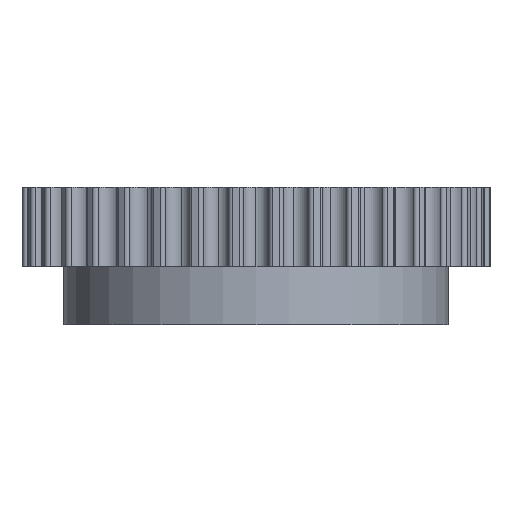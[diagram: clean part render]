
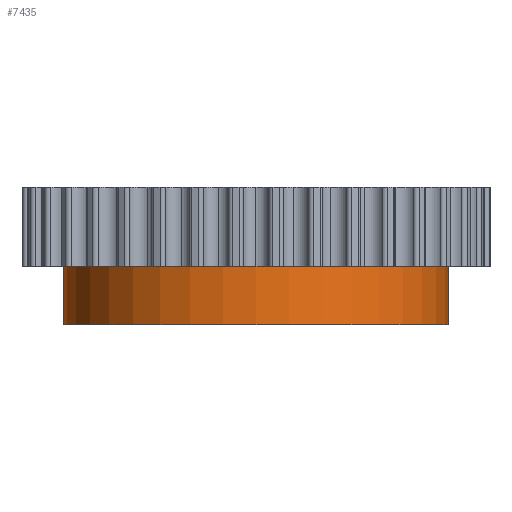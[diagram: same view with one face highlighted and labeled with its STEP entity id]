
A CAD part, front view. The second image highlights one B-rep face of the part: STEP entity #7435.
In plain terms, the highlighted cylindrical face has radius 23 mm (diameter 46 mm), a partial arc.
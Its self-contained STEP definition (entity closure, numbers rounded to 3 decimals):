
#404 = DIRECTION ( 'NONE',  ( 0., 0., 1. ) ) ;
#736 = EDGE_CURVE ( 'NONE', #7121, #5367, #7227, .T. ) ;
#944 = VERTEX_POINT ( 'NONE', #1511 ) ;
#973 = EDGE_CURVE ( 'NONE', #4901, #7121, #3601, .T. ) ;
#1337 = EDGE_CURVE ( 'NONE', #4901, #944, #2782, .T. ) ;
#1511 = CARTESIAN_POINT ( 'NONE',  ( 23., 0., -16.5 ) ) ;
#1518 = EDGE_LOOP ( 'NONE', ( #3399, #6671, #4977, #5637 ) ) ;
#2058 = DIRECTION ( 'NONE',  ( 1., 0., 0. ) ) ;
#2214 = VECTOR ( 'NONE', #8053, 1000. ) ;
#2248 = DIRECTION ( 'NONE',  ( 1., 0., 0. ) ) ;
#2280 = DIRECTION ( 'NONE',  ( 0., 0., 1. ) ) ;
#2310 = CARTESIAN_POINT ( 'NONE',  ( 0., 0., -16.5 ) ) ;
#2782 = CIRCLE ( 'NONE', #4729, 23. ) ;
#3399 = ORIENTED_EDGE ( 'NONE', *, *, #973, .F. ) ;
#3601 = LINE ( 'NONE', #8034, #2214 ) ;
#3660 = LINE ( 'NONE', #4974, #7671 ) ;
#3828 = AXIS2_PLACEMENT_3D ( 'NONE', #7507, #7488, #6926 ) ;
#3974 = DIRECTION ( 'NONE',  ( 0., 0., 1. ) ) ;
#4729 = AXIS2_PLACEMENT_3D ( 'NONE', #2310, #2280, #2248 ) ;
#4770 = FACE_OUTER_BOUND ( 'NONE', #1518, .T. ) ;
#4889 = CARTESIAN_POINT ( 'NONE',  ( -23., 0., -16.5 ) ) ;
#4901 = VERTEX_POINT ( 'NONE', #4889 ) ;
#4954 = CARTESIAN_POINT ( 'NONE',  ( 23., 0., -9.5 ) ) ;
#4974 = CARTESIAN_POINT ( 'NONE',  ( 23., 0., -16.5 ) ) ;
#4977 = ORIENTED_EDGE ( 'NONE', *, *, #5271, .T. ) ;
#5271 = EDGE_CURVE ( 'NONE', #944, #5367, #3660, .T. ) ;
#5367 = VERTEX_POINT ( 'NONE', #4954 ) ;
#5637 = ORIENTED_EDGE ( 'NONE', *, *, #736, .F. ) ;
#6671 = ORIENTED_EDGE ( 'NONE', *, *, #1337, .T. ) ;
#6706 = CYLINDRICAL_SURFACE ( 'NONE', #7509, 23. ) ;
#6910 = CARTESIAN_POINT ( 'NONE',  ( -23., 0., -9.5 ) ) ;
#6926 = DIRECTION ( 'NONE',  ( 1., 0., 0. ) ) ;
#7121 = VERTEX_POINT ( 'NONE', #6910 ) ;
#7227 = CIRCLE ( 'NONE', #3828, 23. ) ;
#7435 = ADVANCED_FACE ( 'NONE', ( #4770 ), #6706, .T. ) ;
#7488 = DIRECTION ( 'NONE',  ( 0., 0., 1. ) ) ;
#7507 = CARTESIAN_POINT ( 'NONE',  ( 0., 0., -9.5 ) ) ;
#7509 = AXIS2_PLACEMENT_3D ( 'NONE', #7816, #3974, #2058 ) ;
#7671 = VECTOR ( 'NONE', #404, 1000. ) ;
#7816 = CARTESIAN_POINT ( 'NONE',  ( 0., 0., -16.5 ) ) ;
#8034 = CARTESIAN_POINT ( 'NONE',  ( -23., 0., -16.5 ) ) ;
#8053 = DIRECTION ( 'NONE',  ( 0., 0., 1. ) ) ;
